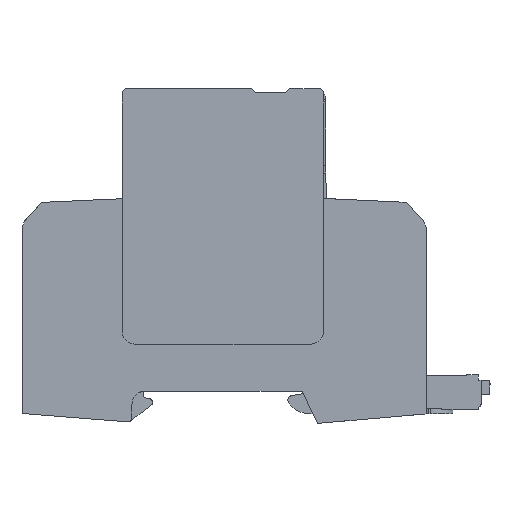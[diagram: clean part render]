
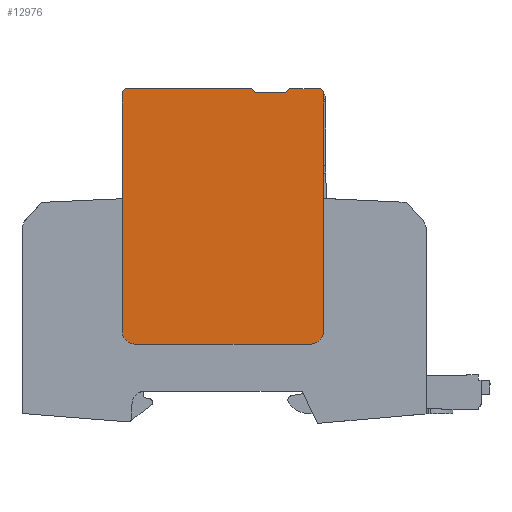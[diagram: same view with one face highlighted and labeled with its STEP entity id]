
A CAD part, left-side view. The second image highlights one B-rep face of the part: STEP entity #12976.
In plain terms, the highlighted planar face has unit normal (-1, 0, 0).
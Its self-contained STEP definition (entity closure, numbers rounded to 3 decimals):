
#12879=AXIS2_PLACEMENT_3D('Plane Axis2P3D',#12876,#12877,#12878) ;
#12694=CARTESIAN_POINT('Vertex',(0.,52.327,73.853)) ;
#12708=CARTESIAN_POINT('Vertex',(0.,53.227,74.753)) ;
#12711=CARTESIAN_POINT('Line Origine',(0.,52.777,74.303)) ;
#12849=CARTESIAN_POINT('Line Origine',(0.,81.752,74.378)) ;
#12853=CARTESIAN_POINT('Vertex',(0.,82.127,74.003)) ;
#12855=CARTESIAN_POINT('Vertex',(0.,81.377,74.753)) ;
#12876=CARTESIAN_POINT('Axis2P3D Location',(0.,81.127,17.703)) ;
#12882=CARTESIAN_POINT('Control Point',(0.,82.127,74.003)) ;
#12883=CARTESIAN_POINT('Control Point',(0.,82.127,63.343)) ;
#12884=CARTESIAN_POINT('Control Point',(0.,82.127,52.683)) ;
#12885=CARTESIAN_POINT('Control Point',(0.,82.127,42.023)) ;
#12886=CARTESIAN_POINT('Control Point',(0.,82.127,31.363)) ;
#12887=CARTESIAN_POINT('Control Point',(0.,82.127,20.703)) ;
#12888=CARTESIAN_POINT('Vertex',(0.,82.127,20.703)) ;
#12892=CARTESIAN_POINT('Control Point',(0.,82.127,20.703)) ;
#12893=CARTESIAN_POINT('Control Point',(0.,82.127,19.76)) ;
#12894=CARTESIAN_POINT('Control Point',(0.,81.758,18.817)) ;
#12895=CARTESIAN_POINT('Control Point',(0.,81.013,18.072)) ;
#12896=CARTESIAN_POINT('Control Point',(0.,80.07,17.703)) ;
#12897=CARTESIAN_POINT('Control Point',(0.,79.127,17.703)) ;
#12898=CARTESIAN_POINT('Vertex',(0.,79.127,17.703)) ;
#12902=CARTESIAN_POINT('Control Point',(0.,79.127,17.703)) ;
#12903=CARTESIAN_POINT('Control Point',(0.,71.327,17.703)) ;
#12904=CARTESIAN_POINT('Control Point',(0.,63.527,17.703)) ;
#12905=CARTESIAN_POINT('Control Point',(0.,55.727,17.703)) ;
#12906=CARTESIAN_POINT('Control Point',(0.,47.927,17.703)) ;
#12907=CARTESIAN_POINT('Control Point',(0.,40.127,17.703)) ;
#12908=CARTESIAN_POINT('Vertex',(0.,40.127,17.703)) ;
#12912=CARTESIAN_POINT('Control Point',(0.,40.127,17.703)) ;
#12913=CARTESIAN_POINT('Control Point',(0.,39.185,17.703)) ;
#12914=CARTESIAN_POINT('Control Point',(0.,38.241,18.072)) ;
#12915=CARTESIAN_POINT('Control Point',(0.,37.496,18.817)) ;
#12916=CARTESIAN_POINT('Control Point',(0.,37.127,19.76)) ;
#12917=CARTESIAN_POINT('Control Point',(0.,37.127,20.703)) ;
#12918=CARTESIAN_POINT('Vertex',(0.,37.127,20.703)) ;
#12922=CARTESIAN_POINT('Control Point',(0.,37.127,20.703)) ;
#12923=CARTESIAN_POINT('Control Point',(0.,37.127,31.363)) ;
#12924=CARTESIAN_POINT('Control Point',(0.,37.127,42.023)) ;
#12925=CARTESIAN_POINT('Control Point',(0.,37.127,52.683)) ;
#12926=CARTESIAN_POINT('Control Point',(0.,37.127,63.343)) ;
#12927=CARTESIAN_POINT('Control Point',(0.,37.127,74.003)) ;
#12928=CARTESIAN_POINT('Vertex',(0.,37.127,74.003)) ;
#12931=CARTESIAN_POINT('Line Origine',(0.,37.502,74.378)) ;
#12935=CARTESIAN_POINT('Vertex',(0.,37.877,74.753)) ;
#12938=CARTESIAN_POINT('Line Origine',(0.,41.302,74.753)) ;
#12942=CARTESIAN_POINT('Vertex',(0.,44.727,74.753)) ;
#12945=CARTESIAN_POINT('Line Origine',(0.,45.177,74.303)) ;
#12949=CARTESIAN_POINT('Vertex',(0.,45.627,73.853)) ;
#12952=CARTESIAN_POINT('Line Origine',(0.,48.977,73.853)) ;
#12957=CARTESIAN_POINT('Line Origine',(0.,67.302,74.753)) ;
#12712=DIRECTION('Vector Direction',(0.,0.707,0.707)) ;
#12850=DIRECTION('Vector Direction',(0.,-0.707,0.707)) ;
#12877=DIRECTION('Axis2P3D Direction',(-1.,0.,0.)) ;
#12878=DIRECTION('Axis2P3D XDirection',(0.,1.,0.)) ;
#12932=DIRECTION('Vector Direction',(0.,-0.707,-0.707)) ;
#12939=DIRECTION('Vector Direction',(0.,1.,0.)) ;
#12946=DIRECTION('Vector Direction',(0.,0.707,-0.707)) ;
#12953=DIRECTION('Vector Direction',(0.,1.,0.)) ;
#12958=DIRECTION('Vector Direction',(0.,1.,0.)) ;
#12713=VECTOR('Line Direction',#12712,1.) ;
#12851=VECTOR('Line Direction',#12850,1.) ;
#12933=VECTOR('Line Direction',#12932,1.) ;
#12940=VECTOR('Line Direction',#12939,1.) ;
#12947=VECTOR('Line Direction',#12946,1.) ;
#12954=VECTOR('Line Direction',#12953,1.) ;
#12959=VECTOR('Line Direction',#12958,1.) ;
#12963=ORIENTED_EDGE('',*,*,#12890,.T.) ;
#12964=ORIENTED_EDGE('',*,*,#12900,.T.) ;
#12965=ORIENTED_EDGE('',*,*,#12910,.T.) ;
#12966=ORIENTED_EDGE('',*,*,#12920,.T.) ;
#12967=ORIENTED_EDGE('',*,*,#12930,.T.) ;
#12968=ORIENTED_EDGE('',*,*,#12937,.F.) ;
#12969=ORIENTED_EDGE('',*,*,#12944,.T.) ;
#12970=ORIENTED_EDGE('',*,*,#12951,.T.) ;
#12971=ORIENTED_EDGE('',*,*,#12956,.T.) ;
#12972=ORIENTED_EDGE('',*,*,#12715,.T.) ;
#12973=ORIENTED_EDGE('',*,*,#12961,.T.) ;
#12974=ORIENTED_EDGE('',*,*,#12857,.F.) ;
#12976=ADVANCED_FACE('ABLEITER_1',(#12975),#12880,.T.) ;
#12881=B_SPLINE_CURVE_WITH_KNOTS('',5,(#12882,#12883,#12884,#12885,#12886,#12887),.UNSPECIFIED.,.F.,.U.,(6,6),(0.65,53.95),.UNSPECIFIED.) ;
#12891=B_SPLINE_CURVE_WITH_KNOTS('',5,(#12892,#12893,#12894,#12895,#12896,#12897),.UNSPECIFIED.,.F.,.U.,(6,6),(0.,4.965),.UNSPECIFIED.) ;
#12901=B_SPLINE_CURVE_WITH_KNOTS('',5,(#12902,#12903,#12904,#12905,#12906,#12907),.UNSPECIFIED.,.F.,.U.,(6,6),(0.,39.),.UNSPECIFIED.) ;
#12911=B_SPLINE_CURVE_WITH_KNOTS('',5,(#12912,#12913,#12914,#12915,#12916,#12917),.UNSPECIFIED.,.F.,.U.,(6,6),(0.,4.965),.UNSPECIFIED.) ;
#12921=B_SPLINE_CURVE_WITH_KNOTS('',5,(#12922,#12923,#12924,#12925,#12926,#12927),.UNSPECIFIED.,.F.,.U.,(6,6),(0.,53.3),.UNSPECIFIED.) ;
#12715=EDGE_CURVE('',#12695,#12709,#12714,.T.) ;
#12857=EDGE_CURVE('',#12854,#12856,#12852,.T.) ;
#12890=EDGE_CURVE('',#12854,#12889,#12881,.T.) ;
#12900=EDGE_CURVE('',#12889,#12899,#12891,.T.) ;
#12910=EDGE_CURVE('',#12899,#12909,#12901,.T.) ;
#12920=EDGE_CURVE('',#12909,#12919,#12911,.T.) ;
#12930=EDGE_CURVE('',#12919,#12929,#12921,.T.) ;
#12937=EDGE_CURVE('',#12936,#12929,#12934,.T.) ;
#12944=EDGE_CURVE('',#12936,#12943,#12941,.T.) ;
#12951=EDGE_CURVE('',#12943,#12950,#12948,.T.) ;
#12956=EDGE_CURVE('',#12950,#12695,#12955,.T.) ;
#12961=EDGE_CURVE('',#12709,#12856,#12960,.T.) ;
#12962=EDGE_LOOP('',(#12963,#12964,#12965,#12966,#12967,#12968,#12969,#12970,#12971,#12972,#12973,#12974)) ;
#12975=FACE_OUTER_BOUND('',#12962,.T.) ;
#12714=LINE('Line',#12711,#12713) ;
#12852=LINE('Line',#12849,#12851) ;
#12934=LINE('Line',#12931,#12933) ;
#12941=LINE('Line',#12938,#12940) ;
#12948=LINE('Line',#12945,#12947) ;
#12955=LINE('Line',#12952,#12954) ;
#12960=LINE('Line',#12957,#12959) ;
#12880=PLANE('',#12879) ;
#12695=VERTEX_POINT('',#12694) ;
#12709=VERTEX_POINT('',#12708) ;
#12854=VERTEX_POINT('',#12853) ;
#12856=VERTEX_POINT('',#12855) ;
#12889=VERTEX_POINT('',#12888) ;
#12899=VERTEX_POINT('',#12898) ;
#12909=VERTEX_POINT('',#12908) ;
#12919=VERTEX_POINT('',#12918) ;
#12929=VERTEX_POINT('',#12928) ;
#12936=VERTEX_POINT('',#12935) ;
#12943=VERTEX_POINT('',#12942) ;
#12950=VERTEX_POINT('',#12949) ;
